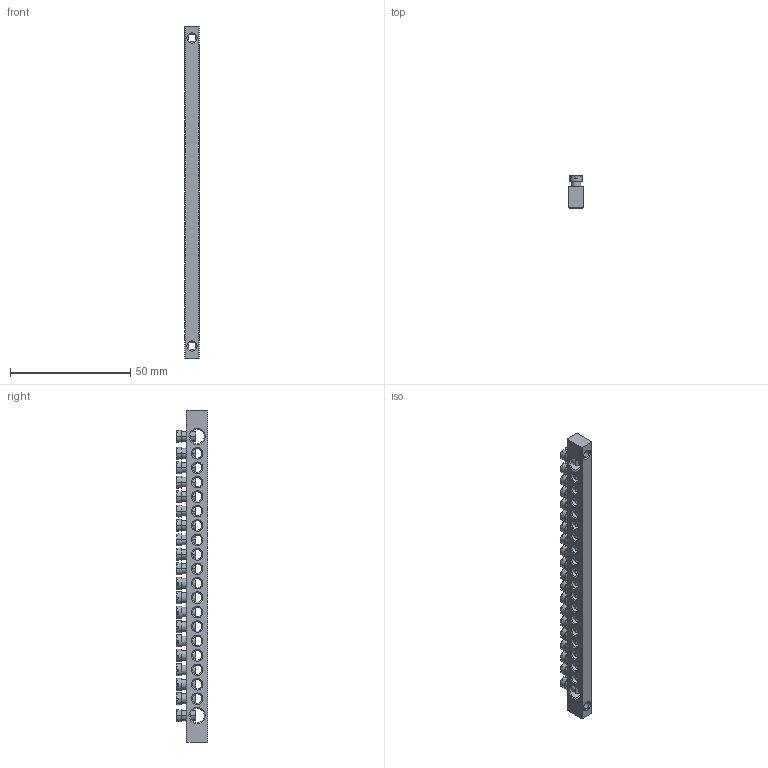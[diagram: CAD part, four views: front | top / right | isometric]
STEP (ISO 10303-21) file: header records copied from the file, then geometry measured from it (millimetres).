
FILE_DESCRIPTION (( 'STEP AP214' ), '1' );
FILE_NAME ('YNN11-20-100 Øèíà PEN çåìëÿ-íîëü 6õ9ìì 20_2 (20ãðóïïû_êðåï ïî êðàÿì) ÈÝÊ.STEP', '2016-08-24T13:23:37', ( 'user' ), ( '' ), 'SwSTEP 2.0', 'SolidWorks 2014', '' );
FILE_SCHEMA (( 'AUTOMOTIVE_DESIGN' ));
Length unit declared in the file: millimetre
Products named in the file (3): YNN11-20-100 Øèíà PEN çåìëÿ-íîëü 6õ9ìì 20_2 (20ãðóïïû_êðåï ïî êðàÿì) ÈÝÊ; Øèíà ÂõÍ n-2_6å9 20-2; Âèíò_Œ4
Assembly tree (21 placements, depth 2):
  YNN11-20-100 Øèíà PEN çåìëÿ-íîëü 6õ9ìì 20_2 (20ãðóïïû_êðåï ïî êðàÿì) ÈÝÊ
    Øèíà ÂõÍ n-2_6å9 20-2
    Âèíò_Œ4  x20
Bounding box: 6 x 13.3 x 138 mm (x, y, z)
Volume: 7250 mm3; surface area: 8717.5 mm2
Topology: 21 solids, 21 shells, 1018 faces, 2744 edges, 1768 vertices
Faces by surface type: plane 630, cone 224, cylinder 164
Entity records: 9539 total; most frequent: CARTESIAN_POINT 2447, DIRECTION 1431, ORIENTED_EDGE 1266, EDGE_CURVE 633, AXIS2_PLACEMENT_3D 571, VERTEX_POINT 381, EDGE_LOOP 344, LINE 289
